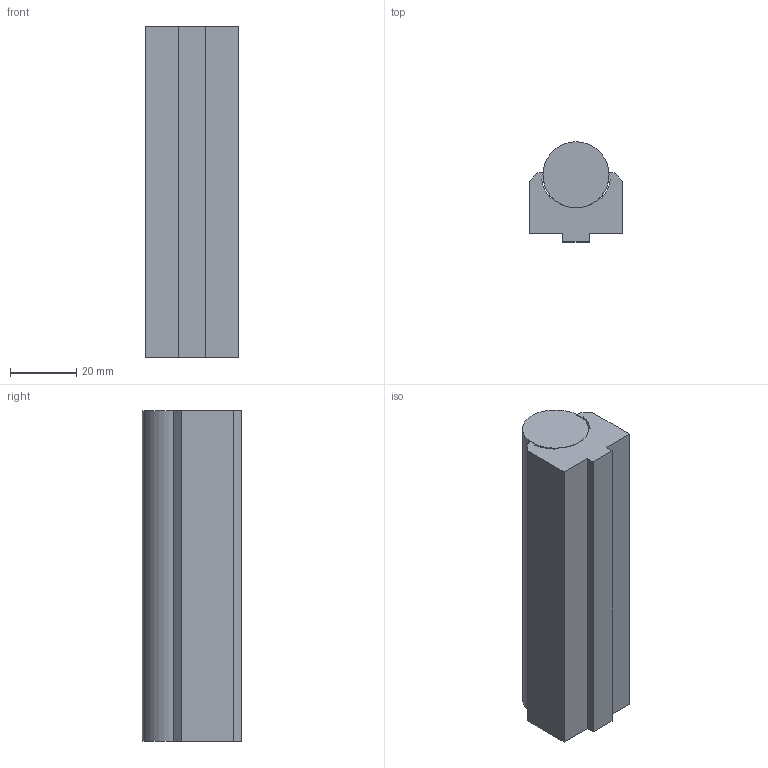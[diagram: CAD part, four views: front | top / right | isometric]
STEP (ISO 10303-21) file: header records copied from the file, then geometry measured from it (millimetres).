
FILE_DESCRIPTION(/* description */ ('PROFILO SUPPORTO TONDO Ø20'),/* implementation_level */ '2;1');
FILE_NAME(/* name */ 'BPRGD0000102.stp',/* time_stamp */ '2022-07-27T10:39:41+02:00',/* author */ ('tecnico3.vi'),/* organization */ (''),/* preprocessor_version */ 'ST-DEVELOPER v18.1',/* originating_system */ 'Autodesk Inventor 2022',/* authorisation */ '');
FILE_SCHEMA (('AUTOMOTIVE_DESIGN { 1 0 10303 214 3 1 1 }'));
Length unit declared in the file: millimetre
Products named in the file (1): BPRGD0000102
Bounding box: 28 x 30.2 x 100 mm (x, y, z)
Volume: 66550 mm3; surface area: 18654.9 mm2
Topology: 2 solids, 2 shells, 25 faces, 63 edges, 42 vertices
Faces by surface type: plane 21, cylinder 4
Full cylindrical faces by diameter (mm): 20 x1
Entity records: 799 total; most frequent: CARTESIAN_POINT 131, ORIENTED_EDGE 126, DIRECTION 123, EDGE_CURVE 63, LINE 55, VECTOR 55, VERTEX_POINT 42, AXIS2_PLACEMENT_3D 34
